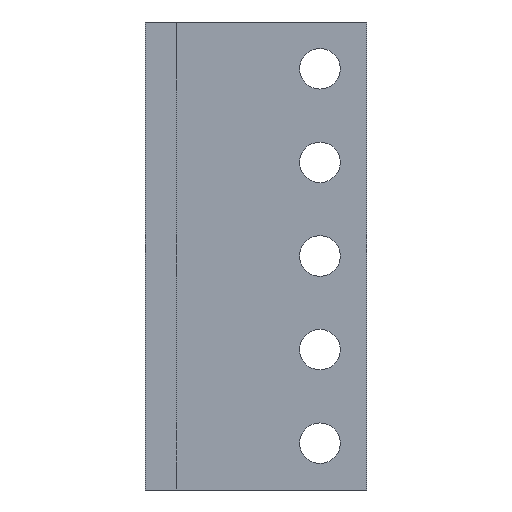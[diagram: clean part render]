
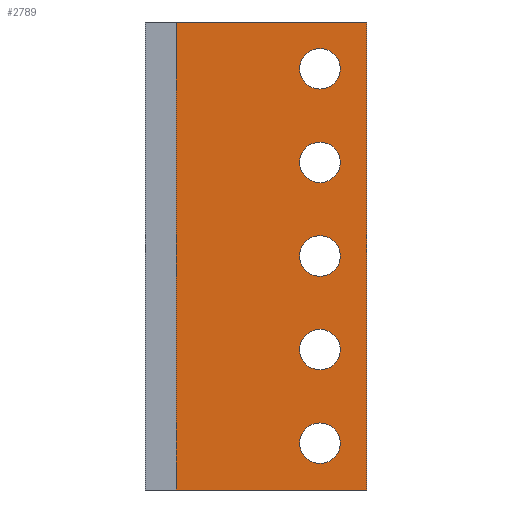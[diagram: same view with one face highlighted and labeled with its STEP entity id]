
A CAD part, left-side view. The second image highlights one B-rep face of the part: STEP entity #2789.
In plain terms, the highlighted planar face has unit normal (-1, 0, 0).
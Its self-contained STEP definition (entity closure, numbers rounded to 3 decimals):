
#318=DIRECTION('',(0.,-1.,0.));
#319=VECTOR('',#318,65.);
#320=CARTESIAN_POINT('',(-175.237,-184.01,
-40.006));
#321=LINE('',#320,#319);
#430=DIRECTION('',(0.,1.,0.));
#431=VECTOR('',#430,65.);
#432=CARTESIAN_POINT('',(-175.237,-249.01,109.994));
#433=LINE('',#432,#431);
#967=DIRECTION('',(0.,0.,-1.));
#968=VECTOR('',#967,150.);
#969=CARTESIAN_POINT('',(-175.237,-249.01,109.994));
#970=LINE('',#969,#968);
#974=DIRECTION('',(0.,0.,1.));
#975=VECTOR('',#974,150.);
#976=CARTESIAN_POINT('',(-175.237,-184.01,
-40.006));
#977=LINE('',#976,#975);
#981=CARTESIAN_POINT('',(-175.237,-234.01,4.994));
#982=DIRECTION('',(-1.,0.,0.));
#983=DIRECTION('',(0.,-1.,0.));
#984=AXIS2_PLACEMENT_3D('',#981,#982,#983);
#989=CARTESIAN_POINT('',(-175.237,-234.01,4.994));
#990=DIRECTION('',(-1.,0.,0.));
#991=DIRECTION('',(0.,1.,0.));
#992=AXIS2_PLACEMENT_3D('',#989,#990,#991);
#997=CARTESIAN_POINT('',(-175.237,-234.01,34.994));
#998=DIRECTION('',(-1.,0.,0.));
#999=DIRECTION('',(0.,-1.,0.));
#1000=AXIS2_PLACEMENT_3D('',#997,#998,#999);
#1005=CARTESIAN_POINT('',(-175.237,-234.01,
34.994));
#1006=DIRECTION('',(-1.,0.,0.));
#1007=DIRECTION('',(0.,1.,0.));
#1008=AXIS2_PLACEMENT_3D('',#1005,#1006,#1007);
#1013=CARTESIAN_POINT('',(-175.237,-234.01,
94.994));
#1014=DIRECTION('',(-1.,0.,0.));
#1015=DIRECTION('',(0.,-1.,0.));
#1016=AXIS2_PLACEMENT_3D('',#1013,#1014,#1015);
#1021=CARTESIAN_POINT('',(-175.237,-234.01,
94.994));
#1022=DIRECTION('',(-1.,0.,0.));
#1023=DIRECTION('',(0.,1.,0.));
#1024=AXIS2_PLACEMENT_3D('',#1021,#1022,#1023);
#1029=CARTESIAN_POINT('',(-175.237,-234.01,
64.994));
#1030=DIRECTION('',(-1.,0.,0.));
#1031=DIRECTION('',(0.,-1.,0.));
#1032=AXIS2_PLACEMENT_3D('',#1029,#1030,#1031);
#1037=CARTESIAN_POINT('',(-175.237,-234.01,
64.994));
#1038=DIRECTION('',(-1.,0.,0.));
#1039=DIRECTION('',(0.,1.,0.));
#1040=AXIS2_PLACEMENT_3D('',#1037,#1038,#1039);
#1045=CARTESIAN_POINT('',(-175.237,-234.01,
-25.006));
#1046=DIRECTION('',(-1.,0.,0.));
#1047=DIRECTION('',(0.,-1.,0.));
#1048=AXIS2_PLACEMENT_3D('',#1045,#1046,#1047);
#1053=CARTESIAN_POINT('',(-175.237,-234.01,
-25.006));
#1054=DIRECTION('',(-1.,0.,0.));
#1055=DIRECTION('',(0.,1.,0.));
#1056=AXIS2_PLACEMENT_3D('',#1053,#1054,#1055);
#2036=CARTESIAN_POINT('',(-175.237,-184.01,
-40.006));
#2037=VERTEX_POINT('',#2036);
#2038=CARTESIAN_POINT('',(-175.237,-249.01,
-40.006));
#2039=VERTEX_POINT('',#2038);
#2058=CARTESIAN_POINT('',(-175.237,-249.01,
109.994));
#2059=VERTEX_POINT('',#2058);
#2060=CARTESIAN_POINT('',(-175.237,-184.01,
109.994));
#2061=VERTEX_POINT('',#2060);
#2098=CARTESIAN_POINT('',(-175.237,-240.51,
4.994));
#2099=CARTESIAN_POINT('',(-175.237,-227.51,
4.994));
#2100=VERTEX_POINT('',#2098);
#2101=VERTEX_POINT('',#2099);
#2102=CARTESIAN_POINT('',(-175.237,-240.51,
34.994));
#2103=CARTESIAN_POINT('',(-175.237,-227.51,
34.994));
#2104=VERTEX_POINT('',#2102);
#2105=VERTEX_POINT('',#2103);
#2106=CARTESIAN_POINT('',(-175.237,-240.51,
94.994));
#2107=CARTESIAN_POINT('',(-175.237,-227.51,
94.994));
#2108=VERTEX_POINT('',#2106);
#2109=VERTEX_POINT('',#2107);
#2110=CARTESIAN_POINT('',(-175.237,-240.51,
64.994));
#2111=CARTESIAN_POINT('',(-175.237,-227.51,
64.994));
#2112=VERTEX_POINT('',#2110);
#2113=VERTEX_POINT('',#2111);
#2114=CARTESIAN_POINT('',(-175.237,-240.51,
-25.006));
#2115=CARTESIAN_POINT('',(-175.237,-227.51,
-25.006));
#2116=VERTEX_POINT('',#2114);
#2117=VERTEX_POINT('',#2115);
#2747=CARTESIAN_POINT('',(-175.237,-163.51,
24.994));
#2748=DIRECTION('',(-1.,0.,0.));
#2749=DIRECTION('',(0.,0.,-1.));
#2750=AXIS2_PLACEMENT_3D('',#2747,#2748,#2749);
#2751=PLANE('',#2750);
#2752=ORIENTED_EDGE('',*,*,#2478,.F.);
#2753=ORIENTED_EDGE('',*,*,#2733,.T.);
#2754=ORIENTED_EDGE('',*,*,#2417,.F.);
#2756=ORIENTED_EDGE('',*,*,#2755,.T.);
#2757=EDGE_LOOP('',(#2752,#2753,#2754,#2756));
#2758=FACE_OUTER_BOUND('',#2757,.F.);
#2760=ORIENTED_EDGE('',*,*,#2759,.T.);
#2762=ORIENTED_EDGE('',*,*,#2761,.T.);
#2763=EDGE_LOOP('',(#2760,#2762));
#2764=FACE_BOUND('',#2763,.F.);
#2766=ORIENTED_EDGE('',*,*,#2765,.T.);
#2768=ORIENTED_EDGE('',*,*,#2767,.T.);
#2769=EDGE_LOOP('',(#2766,#2768));
#2770=FACE_BOUND('',#2769,.F.);
#2772=ORIENTED_EDGE('',*,*,#2771,.T.);
#2774=ORIENTED_EDGE('',*,*,#2773,.T.);
#2775=EDGE_LOOP('',(#2772,#2774));
#2776=FACE_BOUND('',#2775,.F.);
#2778=ORIENTED_EDGE('',*,*,#2777,.T.);
#2780=ORIENTED_EDGE('',*,*,#2779,.T.);
#2781=EDGE_LOOP('',(#2778,#2780));
#2782=FACE_BOUND('',#2781,.F.);
#2784=ORIENTED_EDGE('',*,*,#2783,.T.);
#2786=ORIENTED_EDGE('',*,*,#2785,.T.);
#2787=EDGE_LOOP('',(#2784,#2786));
#2788=FACE_BOUND('',#2787,.F.);
#985=CIRCLE('',#984,6.5);
#993=CIRCLE('',#992,6.5);
#1001=CIRCLE('',#1000,6.5);
#1009=CIRCLE('',#1008,6.5);
#1017=CIRCLE('',#1016,6.5);
#1025=CIRCLE('',#1024,6.5);
#1033=CIRCLE('',#1032,6.5);
#1041=CIRCLE('',#1040,6.5);
#1049=CIRCLE('',#1048,6.5);
#1057=CIRCLE('',#1056,6.5);
#2417=EDGE_CURVE('',#2037,#2039,#321,.T.);
#2478=EDGE_CURVE('',#2059,#2061,#433,.T.);
#2733=EDGE_CURVE('',#2059,#2039,#970,.T.);
#2755=EDGE_CURVE('',#2037,#2061,#977,.T.);
#2759=EDGE_CURVE('',#2100,#2101,#985,.T.);
#2761=EDGE_CURVE('',#2101,#2100,#993,.T.);
#2765=EDGE_CURVE('',#2104,#2105,#1001,.T.);
#2767=EDGE_CURVE('',#2105,#2104,#1009,.T.);
#2771=EDGE_CURVE('',#2108,#2109,#1017,.T.);
#2773=EDGE_CURVE('',#2109,#2108,#1025,.T.);
#2777=EDGE_CURVE('',#2112,#2113,#1033,.T.);
#2779=EDGE_CURVE('',#2113,#2112,#1041,.T.);
#2783=EDGE_CURVE('',#2116,#2117,#1049,.T.);
#2785=EDGE_CURVE('',#2117,#2116,#1057,.T.);
#2789=ADVANCED_FACE('',(#2758,#2764,#2770,#2776,#2782,#2788),#2751,.T.);
